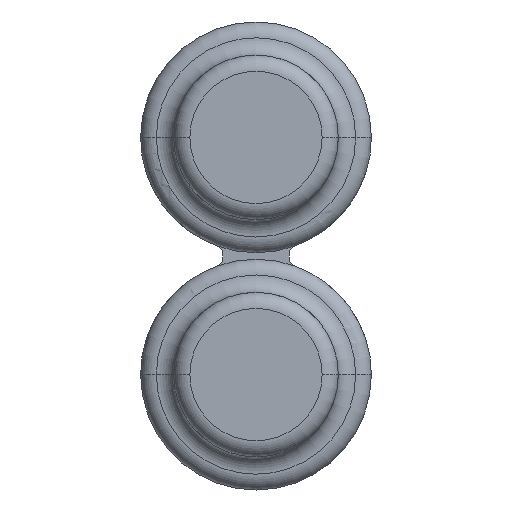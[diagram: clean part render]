
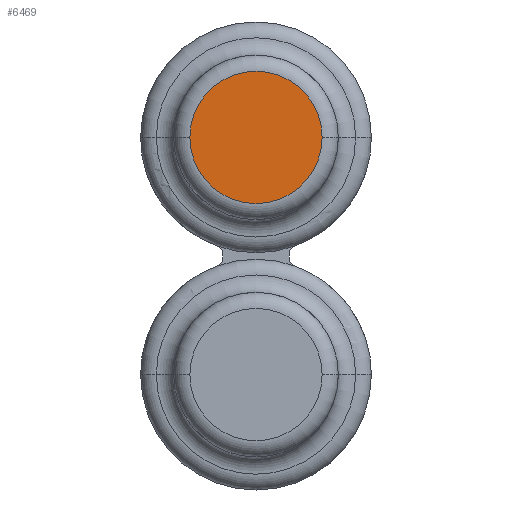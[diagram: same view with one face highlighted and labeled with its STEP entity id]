
A CAD part, front view. The second image highlights one B-rep face of the part: STEP entity #6469.
In plain terms, the highlighted face is planar.
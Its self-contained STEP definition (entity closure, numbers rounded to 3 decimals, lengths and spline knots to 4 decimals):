
#5872=CARTESIAN_POINT('',(0.,14.7,-50.));
#5873=DIRECTION('',(0.,0.,1.));
#5874=DIRECTION('',(1.,0.,0.));
#5875=AXIS2_PLACEMENT_3D('',#5872,#5873,#5874);
#5877=CARTESIAN_POINT('',(0.,14.7,-50.));
#5878=DIRECTION('',(0.,0.,1.));
#5879=DIRECTION('',(-1.,0.,0.));
#5880=AXIS2_PLACEMENT_3D('',#5877,#5878,#5879);
#6408=CARTESIAN_POINT('',(4.1,14.7,-50.));
#6409=CARTESIAN_POINT('',(-4.1,14.7,-50.));
#6410=VERTEX_POINT('',#6408);
#6411=VERTEX_POINT('',#6409);
#6459=CARTESIAN_POINT('',(0.,14.7,-50.));
#6460=DIRECTION('',(0.,0.,-1.));
#6461=DIRECTION('',(1.,0.,0.));
#6462=AXIS2_PLACEMENT_3D('',#6459,#6460,#6461);
#6463=PLANE('',#6462);
#6465=ORIENTED_EDGE('',*,*,#6464,.T.);
#6466=ORIENTED_EDGE('',*,*,#6441,.T.);
#6467=EDGE_LOOP('',(#6465,#6466));
#6468=FACE_OUTER_BOUND('',#6467,.F.);
#5876=CIRCLE('',#5875,4.1);
#5881=CIRCLE('',#5880,4.1);
#6441=EDGE_CURVE('',#6411,#6410,#5881,.T.);
#6464=EDGE_CURVE('',#6410,#6411,#5876,.T.);
#6469=ADVANCED_FACE('',(#6468),#6463,.T.);
